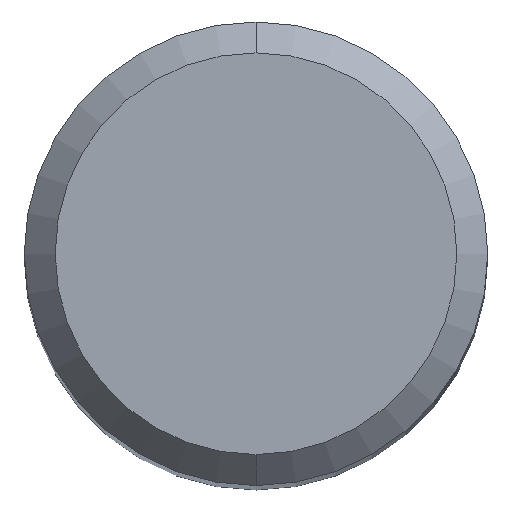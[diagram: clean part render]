
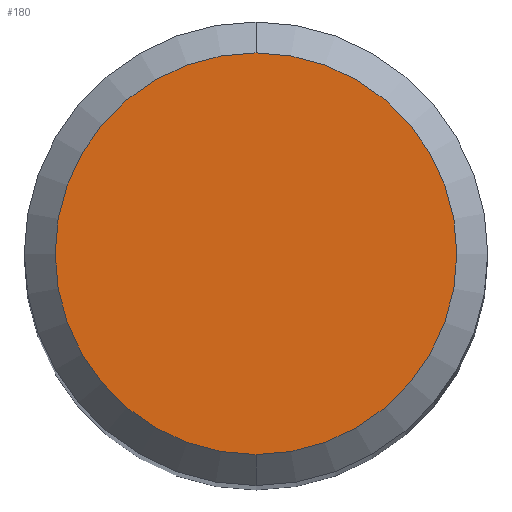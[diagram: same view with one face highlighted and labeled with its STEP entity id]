
A CAD part, top view. The second image highlights one B-rep face of the part: STEP entity #180.
In plain terms, the highlighted planar face has unit normal (0, 0, 1).
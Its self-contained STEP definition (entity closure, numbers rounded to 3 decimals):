
#134=VERTEX_POINT('',#281);
#142=EDGE_CURVE('',#204,#134,#290,.T.);
#172=EDGE_CURVE('',#134,#204,#321,.T.);
#180=ADVANCED_FACE('',(#330),#331,.T.);
#204=VERTEX_POINT('',#356);
#281=CARTESIAN_POINT('',(0.,-2.6,0.01));
#290=CIRCLE('',#450,2.6);
#321=CIRCLE('',#490,2.6);
#330=FACE_OUTER_BOUND('',#501,.T.);
#331=PLANE('',#502);
#356=CARTESIAN_POINT('',(0.0,2.6,0.01));
#450=AXIS2_PLACEMENT_3D('',#638,#639,#640);
#490=AXIS2_PLACEMENT_3D('',#672,#673,#674);
#501=EDGE_LOOP('',(#685,#686));
#502=AXIS2_PLACEMENT_3D('',#687,#688,#689);
#638=CARTESIAN_POINT('',(0.0,0.0,0.01));
#639=DIRECTION('',(0.0,0.0,-1.0));
#640=DIRECTION('',(0.0,1.0,0.0));
#672=CARTESIAN_POINT('',(0.0,0.0,0.01));
#673=DIRECTION('',(0.0,0.0,-1.0));
#674=DIRECTION('',(0.0,1.0,0.0));
#685=ORIENTED_EDGE('',*,*,#142,.F.);
#686=ORIENTED_EDGE('',*,*,#172,.F.);
#687=CARTESIAN_POINT('',(0.0,1.3,0.01));
#688=DIRECTION('',(-0.0,0.0,1.0));
#689=DIRECTION('',(0.0,-1.0,0.0));
